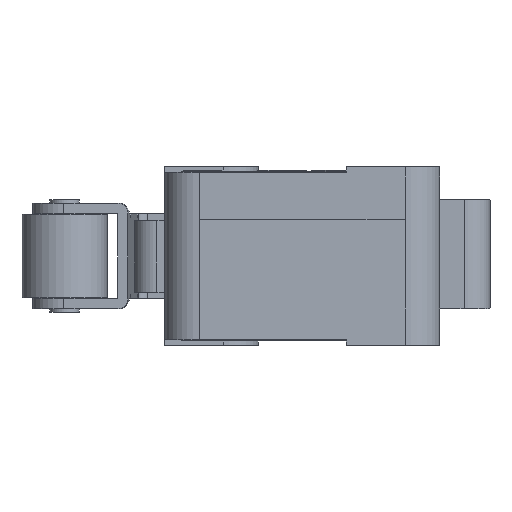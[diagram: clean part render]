
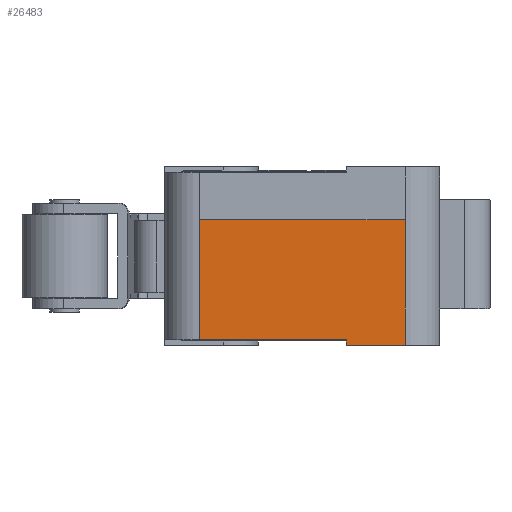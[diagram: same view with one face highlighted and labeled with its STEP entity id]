
A CAD part, left-side view. The second image highlights one B-rep face of the part: STEP entity #26483.
In plain terms, the highlighted planar face has unit normal (-1, 0, 0).
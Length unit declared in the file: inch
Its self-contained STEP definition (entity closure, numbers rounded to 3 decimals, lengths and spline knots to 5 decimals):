
#16917=CARTESIAN_POINT('',(-1.1378,0.25295,0.28543));
#16918=VERTEX_POINT('',#16917);
#16943=CARTESIAN_POINT('',(-1.1378,0.25295,0.01181));
#16944=VERTEX_POINT('',#16943);
#16952=CARTESIAN_POINT('',(-1.1378,0.25295,0.01181));
#16953=DIRECTION('',(0.0,0.0,1.0));
#16954=VECTOR('',#16953,0.27362);
#16955=LINE('',#16952,#16954);
#16956=EDGE_CURVE('',#16944,#16918,#16955,.T.);
#16988=CARTESIAN_POINT('',(-1.1378,-0.21555,0.28543));
#16989=VERTEX_POINT('',#16988);
#16990=CARTESIAN_POINT('',(-1.1378,-0.21555,0.28543));
#16991=DIRECTION('',(0.0,1.0,0.0));
#16992=VECTOR('',#16991,0.4685);
#16993=LINE('',#16990,#16992);
#16994=EDGE_CURVE('',#16989,#16918,#16993,.T.);
#17044=CARTESIAN_POINT('',(-1.1378,-0.21555,0.0));
#17045=VERTEX_POINT('',#17044);
#17046=CARTESIAN_POINT('',(-1.1378,-0.21555,0.0));
#17047=DIRECTION('',(0.0,0.0,1.0));
#17048=VECTOR('',#17047,0.28543);
#17049=LINE('',#17046,#17048);
#17050=EDGE_CURVE('',#17045,#16989,#17049,.T.);
#26110=CARTESIAN_POINT('',(-1.1378,-0.08169,0.01181));
#26111=VERTEX_POINT('',#26110);
#26119=CARTESIAN_POINT('',(-1.1378,-0.08169,0.0));
#26120=VERTEX_POINT('',#26119);
#26127=CARTESIAN_POINT('',(-1.1378,-0.08169,0.01181));
#26128=DIRECTION('',(0.0,0.0,-1.0));
#26129=VECTOR('',#26128,0.01181);
#26130=LINE('',#26127,#26129);
#26131=EDGE_CURVE('',#26111,#26120,#26130,.T.);
#26167=CARTESIAN_POINT('',(-1.1378,0.25295,0.01181));
#26168=DIRECTION('',(0.0,-1.0,0.0));
#26169=VECTOR('',#26168,0.33465);
#26170=LINE('',#26167,#26169);
#26171=EDGE_CURVE('',#16944,#26111,#26170,.T.);
#26218=CARTESIAN_POINT('',(-1.1378,-0.21555,0.0));
#26219=DIRECTION('',(0.0,1.0,0.0));
#26220=VECTOR('',#26219,0.13386);
#26221=LINE('',#26218,#26220);
#26222=EDGE_CURVE('',#17045,#26120,#26221,.T.);
#26470=CARTESIAN_POINT('',(-1.1378,-0.23898,-0.01427));
#26471=DIRECTION('',(-1.0,0.0,0.0));
#26472=DIRECTION('',(0.0,0.0,1.0));
#26473=AXIS2_PLACEMENT_3D('',#26470,#26471,#26472);
#26474=PLANE('',#26473);
#26475=ORIENTED_EDGE('',*,*,#16994,.T.);
#26476=ORIENTED_EDGE('',*,*,#16956,.F.);
#26477=ORIENTED_EDGE('',*,*,#26171,.T.);
#26478=ORIENTED_EDGE('',*,*,#26131,.T.);
#26479=ORIENTED_EDGE('',*,*,#26222,.F.);
#26480=ORIENTED_EDGE('',*,*,#17050,.T.);
#26481=EDGE_LOOP('',(#26475,#26476,#26477,#26478,#26479,#26480));
#26482=FACE_OUTER_BOUND('',#26481,.T.);
#26483=ADVANCED_FACE('',(#26482),#26474,.T.);
